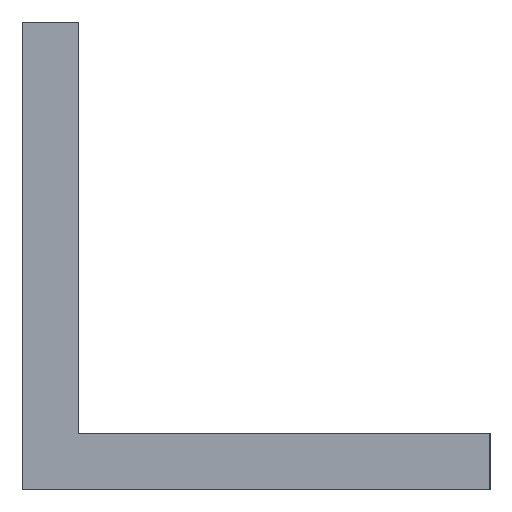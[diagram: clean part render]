
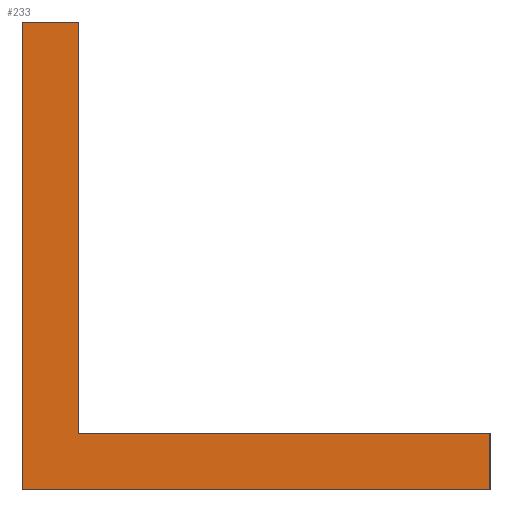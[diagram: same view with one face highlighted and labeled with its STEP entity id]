
A CAD part, left-side view. The second image highlights one B-rep face of the part: STEP entity #233.
In plain terms, the highlighted planar face has unit normal (-1, 0, 0).
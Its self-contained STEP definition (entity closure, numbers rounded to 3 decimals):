
#23=PLANE('',#267);
#35=FACE_OUTER_BOUND('',#47,.T.);
#47=EDGE_LOOP('',(#181,#182,#183,#184,#185,#186));
#67=LINE('',#367,#89);
#68=LINE('',#369,#90);
#69=LINE('',#371,#91);
#70=LINE('',#373,#92);
#71=LINE('',#375,#93);
#72=LINE('',#376,#94);
#89=VECTOR('',#307,10.);
#90=VECTOR('',#308,10.);
#91=VECTOR('',#309,10.);
#92=VECTOR('',#310,10.);
#93=VECTOR('',#311,10.);
#94=VECTOR('',#312,10.);
#123=VERTEX_POINT('',#365);
#124=VERTEX_POINT('',#366);
#125=VERTEX_POINT('',#368);
#126=VERTEX_POINT('',#370);
#127=VERTEX_POINT('',#372);
#128=VERTEX_POINT('',#374);
#147=EDGE_CURVE('',#123,#124,#67,.T.);
#148=EDGE_CURVE('',#124,#125,#68,.T.);
#149=EDGE_CURVE('',#125,#126,#69,.T.);
#150=EDGE_CURVE('',#126,#127,#70,.T.);
#151=EDGE_CURVE('',#127,#128,#71,.T.);
#152=EDGE_CURVE('',#128,#123,#72,.T.);
#181=ORIENTED_EDGE('',*,*,#147,.T.);
#182=ORIENTED_EDGE('',*,*,#148,.T.);
#183=ORIENTED_EDGE('',*,*,#149,.T.);
#184=ORIENTED_EDGE('',*,*,#150,.T.);
#185=ORIENTED_EDGE('',*,*,#151,.T.);
#186=ORIENTED_EDGE('',*,*,#152,.T.);
#233=ADVANCED_FACE('',(#35),#23,.T.);
#267=AXIS2_PLACEMENT_3D('',#364,#305,#306);
#305=DIRECTION('center_axis',(-1.,0.,0.));
#306=DIRECTION('ref_axis',(0.,0.,1.));
#307=DIRECTION('',(0.,0.,1.));
#308=DIRECTION('',(0.,1.,0.));
#309=DIRECTION('',(0.,0.,1.));
#310=DIRECTION('',(0.,1.,0.));
#311=DIRECTION('',(0.,0.,-1.));
#312=DIRECTION('',(0.,-1.,0.));
#364=CARTESIAN_POINT('Origin',(-750.,0.,12.5));
#365=CARTESIAN_POINT('',(-750.,-12.5,0.));
#366=CARTESIAN_POINT('',(-750.,-12.5,3.));
#367=CARTESIAN_POINT('',(-750.,-12.5,3.));
#368=CARTESIAN_POINT('',(-750.,9.5,3.));
#369=CARTESIAN_POINT('',(-750.,9.5,3.));
#370=CARTESIAN_POINT('',(-750.,9.5,25.));
#371=CARTESIAN_POINT('',(-750.,9.5,25.));
#372=CARTESIAN_POINT('',(-750.,12.5,25.));
#373=CARTESIAN_POINT('',(-750.,12.5,25.));
#374=CARTESIAN_POINT('',(-750.,12.5,0.));
#375=CARTESIAN_POINT('',(-750.,12.5,0.));
#376=CARTESIAN_POINT('',(-750.,-12.5,0.));
